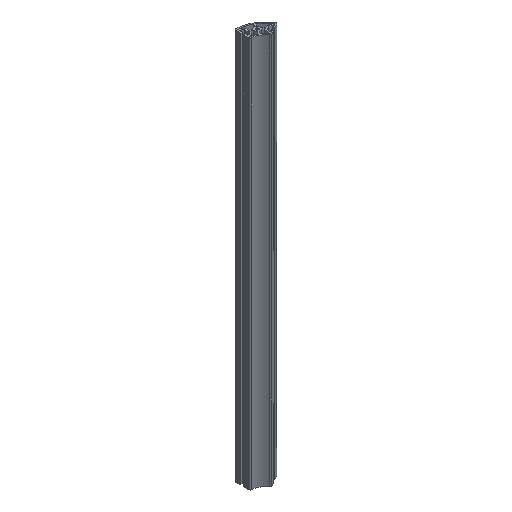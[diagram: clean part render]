
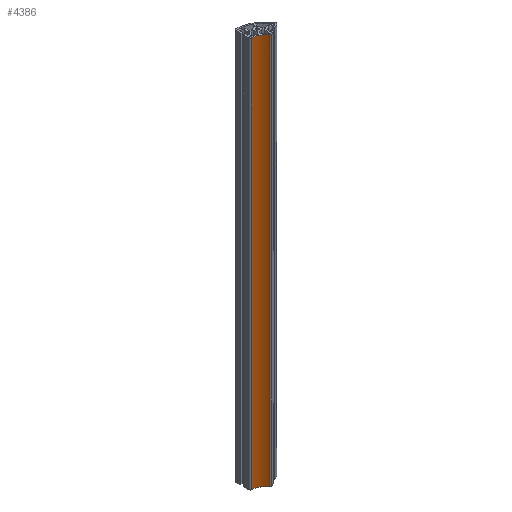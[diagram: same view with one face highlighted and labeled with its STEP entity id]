
A CAD part, isometric view. The second image highlights one B-rep face of the part: STEP entity #4386.
In plain terms, the highlighted cylindrical face has radius 40 mm (diameter 80 mm), a partial arc.
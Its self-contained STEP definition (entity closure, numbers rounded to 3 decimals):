
#2142=CIRCLE('',#4261,40.);
#2143=CIRCLE('',#4262,40.);
#2244=ORIENTED_EDGE('',*,*,#3114,.F.);
#2245=ORIENTED_EDGE('',*,*,#3111,.T.);
#2246=ORIENTED_EDGE('',*,*,#3115,.T.);
#2247=ORIENTED_EDGE('',*,*,#3116,.F.);
#2635=VECTOR('',#3517,1.);
#2636=VECTOR('',#3528,1.);
#2803=LINE('',#3924,#2635);
#2804=LINE('',#3932,#2636);
#2958=VERTEX_POINT('',#3922);
#2959=VERTEX_POINT('',#3923);
#2960=VERTEX_POINT('',#3928);
#2961=VERTEX_POINT('',#3930);
#3111=EDGE_CURVE('',#2958,#2959,#2803,.T.);
#3114=EDGE_CURVE('',#2958,#2960,#2142,.T.);
#3115=EDGE_CURVE('',#2959,#2961,#2143,.T.);
#3116=EDGE_CURVE('',#2960,#2961,#2804,.T.);
#3285=EDGE_LOOP('',(#2244,#2245,#2246,#2247));
#3367=FACE_BOUND('',#3285,.F.);
#3517=DIRECTION('',(-1000.,0.,0.));
#3522=DIRECTION('',(-1.,0.,0.));
#3523=DIRECTION('',(0.,0.998,0.07));
#3524=DIRECTION('',(1.,0.,0.));
#3525=DIRECTION('',(0.,39.903,2.791));
#3526=DIRECTION('',(1.,0.,0.));
#3527=DIRECTION('',(0.,39.903,2.791));
#3528=DIRECTION('',(-1000.,0.,0.));
#3922=CARTESIAN_POINT('',(1000.,-12.059,-27.209));
#3923=CARTESIAN_POINT('',(0.,-12.059,-27.209));
#3924=CARTESIAN_POINT('',(1000.,-12.059,-27.209));
#3927=CARTESIAN_POINT('',(1000.,-51.962,-30.));
#3928=CARTESIAN_POINT('',(1000.,-29.593,3.161));
#3929=CARTESIAN_POINT('',(1000.,-51.962,-30.));
#3930=CARTESIAN_POINT('',(0.,-29.593,3.161));
#3931=CARTESIAN_POINT('',(0.,-51.962,-30.));
#3932=CARTESIAN_POINT('',(1000.,-29.593,3.161));
#4260=AXIS2_PLACEMENT_3D('',#3927,#3522,#3523);
#4261=AXIS2_PLACEMENT_3D('',#3929,#3524,#3525);
#4262=AXIS2_PLACEMENT_3D('',#3931,#3526,#3527);
#4352=CYLINDRICAL_SURFACE('',#4260,40.);
#4386=ADVANCED_FACE('',(#3367),#4352,.F.);
